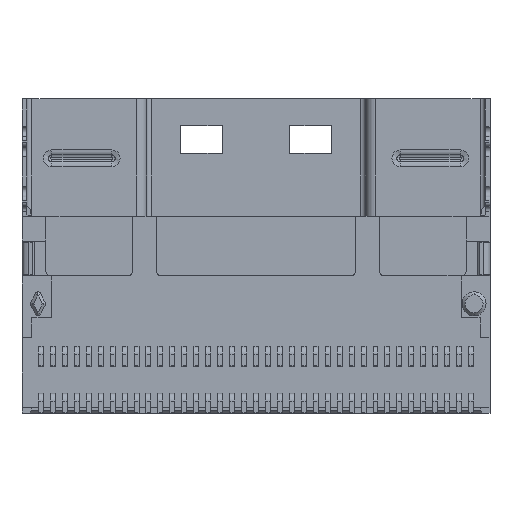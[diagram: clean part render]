
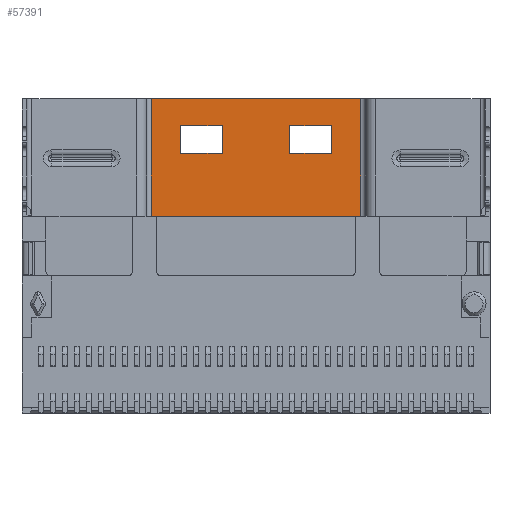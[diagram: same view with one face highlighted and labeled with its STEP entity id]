
A CAD part, front view. The second image highlights one B-rep face of the part: STEP entity #57391.
In plain terms, the highlighted planar face has unit normal (0, -1, 0).
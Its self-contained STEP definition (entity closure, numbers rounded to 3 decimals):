
#2541=DIRECTION('',(0.,0.,-1.));
#2542=VECTOR('',#2541,0.005);
#2543=CARTESIAN_POINT('',(-5.,3.78,0.));
#2544=LINE('',#2543,#2542);
#10941=DIRECTION('',(1.,0.,0.));
#10942=VECTOR('',#10941,0.25);
#10943=CARTESIAN_POINT('',(-5.25,3.78,0.));
#10944=LINE('',#10943,#10942);
#11004=DIRECTION('',(0.,0.,-1.));
#11005=VECTOR('',#11004,5.9);
#11006=CARTESIAN_POINT('',(-5.25,3.78,5.9));
#11007=LINE('',#11006,#11005);
#11012=DIRECTION('',(1.,0.,0.));
#11013=VECTOR('',#11012,10.5);
#11014=CARTESIAN_POINT('',(-5.25,3.78,5.9));
#11015=LINE('',#11014,#11013);
#11016=DIRECTION('',(-1.,0.,0.));
#11017=VECTOR('',#11016,0.25);
#11018=CARTESIAN_POINT('',(5.25,3.78,0.));
#11019=LINE('',#11018,#11017);
#11020=DIRECTION('',(0.,0.,-1.));
#11021=VECTOR('',#11020,0.005);
#11022=CARTESIAN_POINT('',(5.,3.78,0.));
#11023=LINE('',#11022,#11021);
#11024=CARTESIAN_POINT('',(3.78,3.78,4.525));
#11025=DIRECTION('',(0.,-1.,0.));
#11026=DIRECTION('',(1.,0.,0.));
#11027=AXIS2_PLACEMENT_3D('',#11024,#11025,#11026);
#11029=CARTESIAN_POINT('',(1.7,3.78,4.525));
#11030=DIRECTION('',(0.,-1.,0.));
#11031=DIRECTION('',(0.,0.,1.));
#11032=AXIS2_PLACEMENT_3D('',#11029,#11030,#11031);
#11034=CARTESIAN_POINT('',(1.7,3.78,3.175));
#11035=DIRECTION('',(0.,-1.,0.));
#11036=DIRECTION('',(-1.,0.,0.));
#11037=AXIS2_PLACEMENT_3D('',#11034,#11035,#11036);
#11039=CARTESIAN_POINT('',(3.78,3.78,3.175));
#11040=DIRECTION('',(0.,-1.,0.));
#11041=DIRECTION('',(0.,0.,-1.));
#11042=AXIS2_PLACEMENT_3D('',#11039,#11040,#11041);
#11044=DIRECTION('',(1.,0.,0.));
#11045=VECTOR('',#11044,2.08);
#11046=CARTESIAN_POINT('',(-3.78,3.78,3.15));
#11047=LINE('',#11046,#11045);
#11048=CARTESIAN_POINT('',(-1.7,3.78,3.175));
#11049=DIRECTION('',(0.,-1.,0.));
#11050=DIRECTION('',(0.,0.,-1.));
#11051=AXIS2_PLACEMENT_3D('',#11048,#11049,#11050);
#11053=DIRECTION('',(0.,0.,1.));
#11054=VECTOR('',#11053,1.35);
#11055=CARTESIAN_POINT('',(-1.675,3.78,3.175));
#11056=LINE('',#11055,#11054);
#11057=CARTESIAN_POINT('',(-1.7,3.78,4.525));
#11058=DIRECTION('',(0.,-1.,0.));
#11059=DIRECTION('',(1.,0.,0.));
#11060=AXIS2_PLACEMENT_3D('',#11057,#11058,#11059);
#11062=DIRECTION('',(-1.,0.,0.));
#11063=VECTOR('',#11062,2.08);
#11064=CARTESIAN_POINT('',(-1.7,3.78,4.55));
#11065=LINE('',#11064,#11063);
#11066=CARTESIAN_POINT('',(-3.78,3.78,4.525));
#11067=DIRECTION('',(0.,-1.,0.));
#11068=DIRECTION('',(0.,0.,1.));
#11069=AXIS2_PLACEMENT_3D('',#11066,#11067,#11068);
#11071=DIRECTION('',(0.,0.,-1.));
#11072=VECTOR('',#11071,1.35);
#11073=CARTESIAN_POINT('',(-3.805,3.78,4.525));
#11074=LINE('',#11073,#11072);
#11075=CARTESIAN_POINT('',(-3.78,3.78,3.175));
#11076=DIRECTION('',(0.,-1.,0.));
#11077=DIRECTION('',(-1.,0.,0.));
#11078=AXIS2_PLACEMENT_3D('',#11075,#11076,#11077);
#11080=DIRECTION('',(0.,0.,1.));
#11081=VECTOR('',#11080,5.9);
#11082=CARTESIAN_POINT('',(5.25,3.78,0.));
#11083=LINE('',#11082,#11081);
#11210=DIRECTION('',(1.,0.,0.));
#11211=VECTOR('',#11210,10.);
#11212=CARTESIAN_POINT('',(-5.,3.78,-0.005));
#11213=LINE('',#11212,#11211);
#11214=DIRECTION('',(0.,0.,-1.));
#11215=VECTOR('',#11214,1.35);
#11216=CARTESIAN_POINT('',(3.805,3.78,4.525));
#11217=LINE('',#11216,#11215);
#11472=DIRECTION('',(0.,0.,1.));
#11473=VECTOR('',#11472,1.35);
#11474=CARTESIAN_POINT('',(1.675,3.78,3.175));
#11475=LINE('',#11474,#11473);
#11484=DIRECTION('',(-1.,0.,0.));
#11485=VECTOR('',#11484,2.08);
#11486=CARTESIAN_POINT('',(3.78,3.78,3.15));
#11487=LINE('',#11486,#11485);
#11504=DIRECTION('',(1.,0.,0.));
#11505=VECTOR('',#11504,2.08);
#11506=CARTESIAN_POINT('',(1.7,3.78,4.55));
#11507=LINE('',#11506,#11505);
#35017=CARTESIAN_POINT('',(5.,3.78,-0.005));
#35018=VERTEX_POINT('',#35017);
#35019=CARTESIAN_POINT('',(5.,3.78,0.));
#35020=VERTEX_POINT('',#35019);
#35045=CARTESIAN_POINT('',(-5.,3.78,0.));
#35046=VERTEX_POINT('',#35045);
#35047=CARTESIAN_POINT('',(-5.,3.78,-0.005));
#35048=VERTEX_POINT('',#35047);
#37703=CARTESIAN_POINT('',(5.25,3.78,0.));
#37704=VERTEX_POINT('',#37703);
#37755=CARTESIAN_POINT('',(5.25,3.78,5.9));
#37756=VERTEX_POINT('',#37755);
#37757=CARTESIAN_POINT('',(-5.25,3.78,5.9));
#37758=VERTEX_POINT('',#37757);
#37781=CARTESIAN_POINT('',(-5.25,3.78,0.));
#37782=VERTEX_POINT('',#37781);
#37793=CARTESIAN_POINT('',(3.805,3.78,4.525));
#37794=CARTESIAN_POINT('',(3.805,3.78,3.175));
#37795=VERTEX_POINT('',#37793);
#37796=VERTEX_POINT('',#37794);
#37797=CARTESIAN_POINT('',(3.78,3.78,4.55));
#37798=VERTEX_POINT('',#37797);
#37799=CARTESIAN_POINT('',(1.7,3.78,4.55));
#37800=VERTEX_POINT('',#37799);
#37801=CARTESIAN_POINT('',(1.675,3.78,4.525));
#37802=VERTEX_POINT('',#37801);
#37803=CARTESIAN_POINT('',(1.675,3.78,3.175));
#37804=VERTEX_POINT('',#37803);
#37805=CARTESIAN_POINT('',(1.7,3.78,3.15));
#37806=VERTEX_POINT('',#37805);
#37807=CARTESIAN_POINT('',(3.78,3.78,3.15));
#37808=VERTEX_POINT('',#37807);
#37809=CARTESIAN_POINT('',(-3.78,3.78,3.15));
#37810=CARTESIAN_POINT('',(-1.7,3.78,3.15));
#37811=VERTEX_POINT('',#37809);
#37812=VERTEX_POINT('',#37810);
#37813=CARTESIAN_POINT('',(-1.675,3.78,3.175));
#37814=VERTEX_POINT('',#37813);
#37815=CARTESIAN_POINT('',(-1.675,3.78,4.525));
#37816=VERTEX_POINT('',#37815);
#37817=CARTESIAN_POINT('',(-1.7,3.78,4.55));
#37818=VERTEX_POINT('',#37817);
#37819=CARTESIAN_POINT('',(-3.78,3.78,4.55));
#37820=VERTEX_POINT('',#37819);
#37821=CARTESIAN_POINT('',(-3.805,3.78,4.525));
#37822=VERTEX_POINT('',#37821);
#37823=CARTESIAN_POINT('',(-3.805,3.78,3.175));
#37824=VERTEX_POINT('',#37823);
#57338=CARTESIAN_POINT('',(0.,3.78,0.));
#57339=DIRECTION('',(0.,1.,0.));
#57340=DIRECTION('',(0.,0.,1.));
#57341=AXIS2_PLACEMENT_3D('',#57338,#57339,#57340);
#57342=PLANE('',#57341);
#57343=ORIENTED_EDGE('',*,*,#57187,.T.);
#57345=ORIENTED_EDGE('',*,*,#57344,.F.);
#57346=ORIENTED_EDGE('',*,*,#57084,.T.);
#57347=ORIENTED_EDGE('',*,*,#45253,.T.);
#57349=ORIENTED_EDGE('',*,*,#57348,.F.);
#57350=ORIENTED_EDGE('',*,*,#45306,.F.);
#57351=ORIENTED_EDGE('',*,*,#57254,.F.);
#57352=ORIENTED_EDGE('',*,*,#57330,.F.);
#57353=EDGE_LOOP('',(#57343,#57345,#57346,#57347,#57349,#57350,#57351,#57352));
#57354=FACE_OUTER_BOUND('',#57353,.F.);
#57356=ORIENTED_EDGE('',*,*,#57355,.F.);
#57358=ORIENTED_EDGE('',*,*,#57357,.T.);
#57360=ORIENTED_EDGE('',*,*,#57359,.F.);
#57362=ORIENTED_EDGE('',*,*,#57361,.T.);
#57364=ORIENTED_EDGE('',*,*,#57363,.F.);
#57366=ORIENTED_EDGE('',*,*,#57365,.T.);
#57368=ORIENTED_EDGE('',*,*,#57367,.F.);
#57370=ORIENTED_EDGE('',*,*,#57369,.T.);
#57371=EDGE_LOOP('',(#57356,#57358,#57360,#57362,#57364,#57366,#57368,#57370));
#57372=FACE_BOUND('',#57371,.F.);
#57374=ORIENTED_EDGE('',*,*,#57373,.T.);
#57376=ORIENTED_EDGE('',*,*,#57375,.T.);
#57378=ORIENTED_EDGE('',*,*,#57377,.T.);
#57380=ORIENTED_EDGE('',*,*,#57379,.T.);
#57382=ORIENTED_EDGE('',*,*,#57381,.T.);
#57384=ORIENTED_EDGE('',*,*,#57383,.T.);
#57386=ORIENTED_EDGE('',*,*,#57385,.T.);
#57388=ORIENTED_EDGE('',*,*,#57387,.T.);
#57389=EDGE_LOOP('',(#57374,#57376,#57378,#57380,#57382,#57384,#57386,#57388));
#57390=FACE_BOUND('',#57389,.F.);
#57391=ADVANCED_FACE('',(#57354,#57372,#57390),#57342,.F.);
#11028=CIRCLE('',#11027,0.025);
#11033=CIRCLE('',#11032,0.025);
#11038=CIRCLE('',#11037,0.025);
#11043=CIRCLE('',#11042,0.025);
#11052=CIRCLE('',#11051,0.025);
#11061=CIRCLE('',#11060,0.025);
#11070=CIRCLE('',#11069,0.025);
#11079=CIRCLE('',#11078,0.025);
#45253=EDGE_CURVE('',#35020,#35018,#11023,.T.);
#45306=EDGE_CURVE('',#35046,#35048,#2544,.T.);
#57084=EDGE_CURVE('',#37704,#35020,#11019,.T.);
#57187=EDGE_CURVE('',#37758,#37756,#11015,.T.);
#57254=EDGE_CURVE('',#37782,#35046,#10944,.T.);
#57330=EDGE_CURVE('',#37758,#37782,#11007,.T.);
#57344=EDGE_CURVE('',#37704,#37756,#11083,.T.);
#57348=EDGE_CURVE('',#35048,#35018,#11213,.T.);
#57355=EDGE_CURVE('',#37795,#37796,#11217,.T.);
#57357=EDGE_CURVE('',#37795,#37798,#11028,.T.);
#57359=EDGE_CURVE('',#37800,#37798,#11507,.T.);
#57361=EDGE_CURVE('',#37800,#37802,#11033,.T.);
#57363=EDGE_CURVE('',#37804,#37802,#11475,.T.);
#57365=EDGE_CURVE('',#37804,#37806,#11038,.T.);
#57367=EDGE_CURVE('',#37808,#37806,#11487,.T.);
#57369=EDGE_CURVE('',#37808,#37796,#11043,.T.);
#57373=EDGE_CURVE('',#37811,#37812,#11047,.T.);
#57375=EDGE_CURVE('',#37812,#37814,#11052,.T.);
#57377=EDGE_CURVE('',#37814,#37816,#11056,.T.);
#57379=EDGE_CURVE('',#37816,#37818,#11061,.T.);
#57381=EDGE_CURVE('',#37818,#37820,#11065,.T.);
#57383=EDGE_CURVE('',#37820,#37822,#11070,.T.);
#57385=EDGE_CURVE('',#37822,#37824,#11074,.T.);
#57387=EDGE_CURVE('',#37824,#37811,#11079,.T.);
